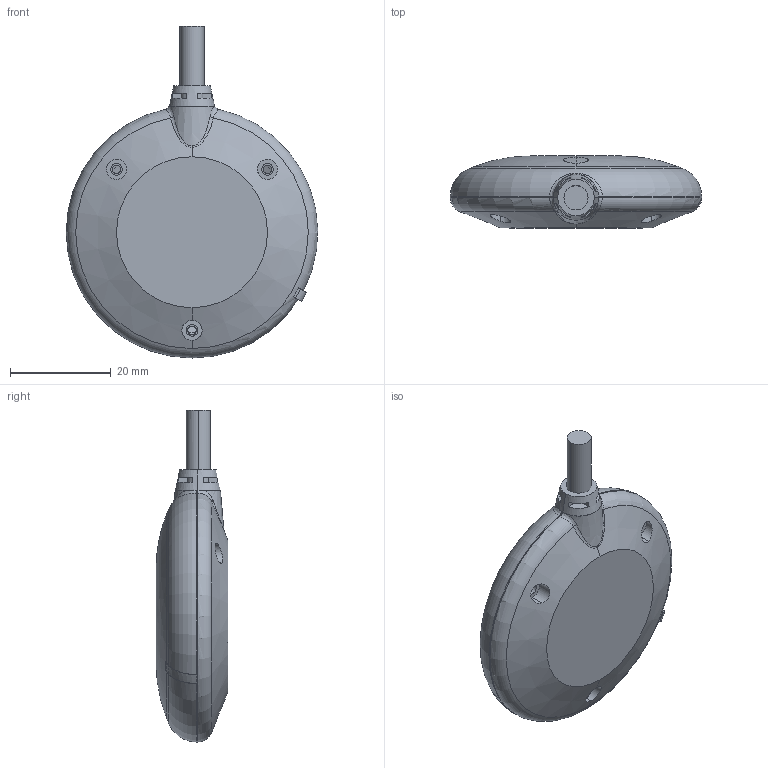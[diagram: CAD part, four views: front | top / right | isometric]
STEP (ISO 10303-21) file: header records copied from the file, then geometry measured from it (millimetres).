
FILE_DESCRIPTION((''),'2;1');
FILE_NAME('GPS-V5-C1-FULL_ASM_ASM','2022-06-06T18:02:43',('QGLing'),(''),'CREO PARAMETRIC BY PTC INC, 2016510','CREO PARAMETRIC BY PTC INC, 2016510','');
FILE_SCHEMA(('CONFIG_CONTROL_DESIGN'));
Length unit declared in the file: millimetre
Products named in the file (10): GPS-V5-SK-C1_71; GPS-V5-XK-C1_55; GPS-V5-ZDZ-C0_23; GPS-V5-DYDZ-C1_15; GPS-V5-YDZ-C0_23; PCB-005-F3_37; TAO-XIAN-RTK-F3_3_1; TAO-XIAN-RTK-F3_3_ASM; GPS-V5-C1_ASM_47_ASM; GPS-V5-C1-FULL_ASM_ASM
Assembly tree (9 placements, depth 4):
  GPS-V5-C1-FULL_ASM_ASM
    GPS-V5-C1_ASM_47_ASM
      GPS-V5-SK-C1_71
      GPS-V5-XK-C1_55
      GPS-V5-ZDZ-C0_23
      GPS-V5-DYDZ-C1_15
      GPS-V5-YDZ-C0_23
      PCB-005-F3_37
      TAO-XIAN-RTK-F3_3_ASM
        TAO-XIAN-RTK-F3_3_1
Bounding box: 49.99 x 14.3 x 66 mm (x, y, z)
Volume: 12161.6 mm3; surface area: 16692.8 mm2
Topology: 7 solids, 7 shells, 490 faces, 1424 edges, 968 vertices
Faces by surface type: plane 291, cylinder 99, bspline 42, cone 36, torus 22
Entity records: 19656 total; most frequent: CARTESIAN_POINT 6939, ORIENTED_EDGE 2848, DIRECTION 2341, EDGE_CURVE 1424, VERTEX_POINT 968, AXIS2_PLACEMENT_3D 838, VECTOR 665, LINE 665
